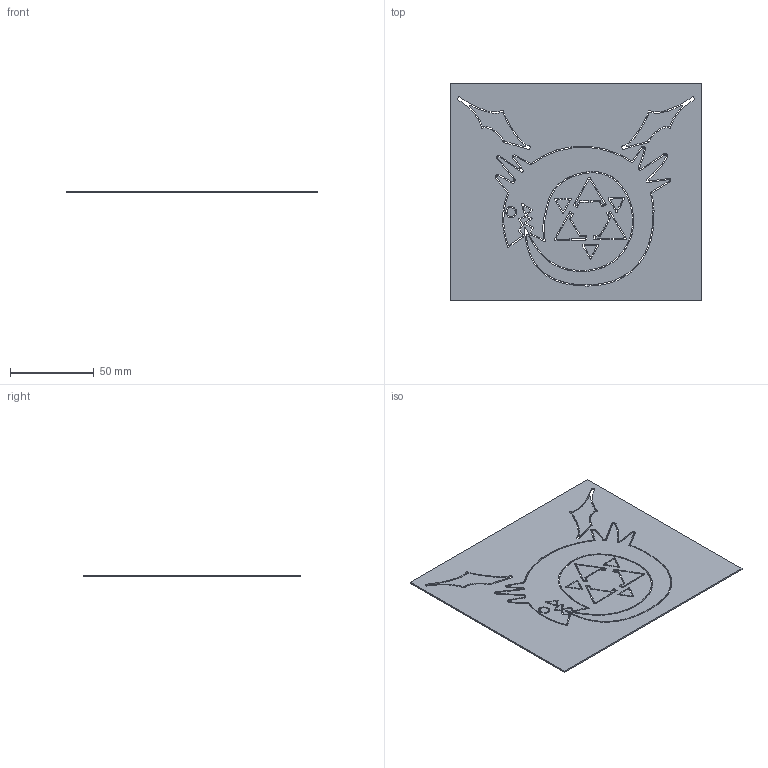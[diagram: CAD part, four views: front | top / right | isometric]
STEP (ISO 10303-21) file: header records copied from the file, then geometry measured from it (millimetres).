
FILE_DESCRIPTION(/* description */ (''),/* implementation_level */ '2;1');
FILE_NAME(/* name */ 'Ouroboros v2.step',/* time_stamp */ '2024-10-22T14:31:58-03:00',/* author */ (''),/* organization */ (''),/* preprocessor_version */ 'ST-DEVELOPER v20',/* originating_system */ 'Autodesk Translation Framework v13.20.0.188',/* authorisation */ '');
FILE_SCHEMA (('AUTOMOTIVE_DESIGN { 1 0 10303 214 3 1 1 }'));
Length unit declared in the file: millimetre
Products named in the file (1): Ouroboros
Bounding box: 150 x 130 x 0.9 mm (x, y, z)
Volume: 16758.1 mm3; surface area: 39781.6 mm2
Topology: 1 solids, 1 shells, 595 faces, 1779 edges, 1186 vertices
Faces by surface type: cylinder 237, plane 227, bspline 131
Entity records: 26614 total; most frequent: CARTESIAN_POINT 11245, ORIENTED_EDGE 3558, DIRECTION 2758, EDGE_CURVE 1779, VERTEX_POINT 1186, AXIS2_PLACEMENT_3D 939, LINE 880, VECTOR 880
